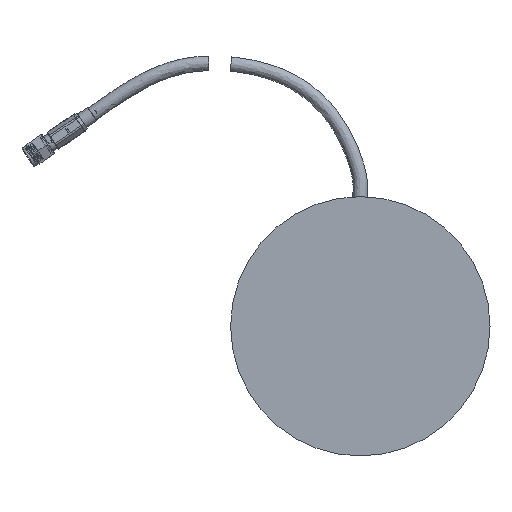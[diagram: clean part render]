
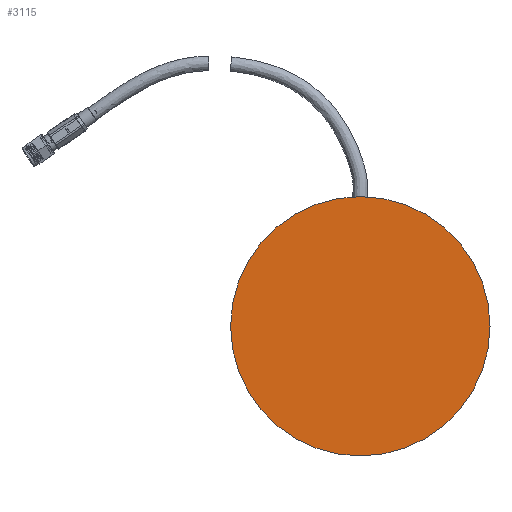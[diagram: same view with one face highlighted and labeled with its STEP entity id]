
A CAD part, front view. The second image highlights one B-rep face of the part: STEP entity #3115.
In plain terms, the highlighted planar face has unit normal (0, -1, 0).
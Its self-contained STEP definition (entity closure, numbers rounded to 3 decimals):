
#1337 = EDGE_CURVE ( 'NONE', #7756, #7756, #5659, .T. ) ;
#2124 = CARTESIAN_POINT ( 'NONE',  ( 0., 0., 0. ) ) ;
#2854 = DIRECTION ( 'NONE',  ( 0., 0., -1. ) ) ;
#3115 = ADVANCED_FACE ( 'NONE', ( #4083 ), #3282, .F. ) ;
#3282 = PLANE ( 'NONE',  #6093 ) ;
#3737 = ORIENTED_EDGE ( 'NONE', *, *, #1337, .T. ) ;
#4007 = DIRECTION ( 'NONE',  ( 0., 1., 0. ) ) ;
#4083 = FACE_OUTER_BOUND ( 'NONE', #8824, .T. ) ;
#5659 = CIRCLE ( 'NONE', #7858, 44.45 ) ;
#6093 = AXIS2_PLACEMENT_3D ( 'NONE', #8308, #4007, #9051 ) ;
#7144 = DIRECTION ( 'NONE',  ( 0., -1., 0. ) ) ;
#7481 = CARTESIAN_POINT ( 'NONE',  ( 0., 0., -44.45 ) ) ;
#7756 = VERTEX_POINT ( 'NONE', #7481 ) ;
#7858 = AXIS2_PLACEMENT_3D ( 'NONE', #2124, #7144, #2854 ) ;
#8308 = CARTESIAN_POINT ( 'NONE',  ( -44.45, 0., 0. ) ) ;
#8824 = EDGE_LOOP ( 'NONE', ( #3737 ) ) ;
#9051 = DIRECTION ( 'NONE',  ( 0., 0., 1. ) ) ;
